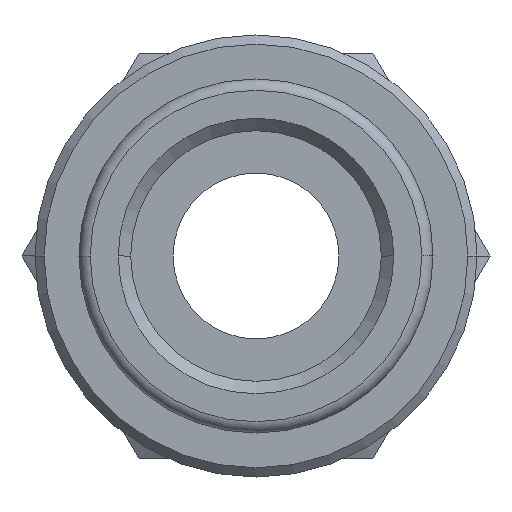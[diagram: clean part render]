
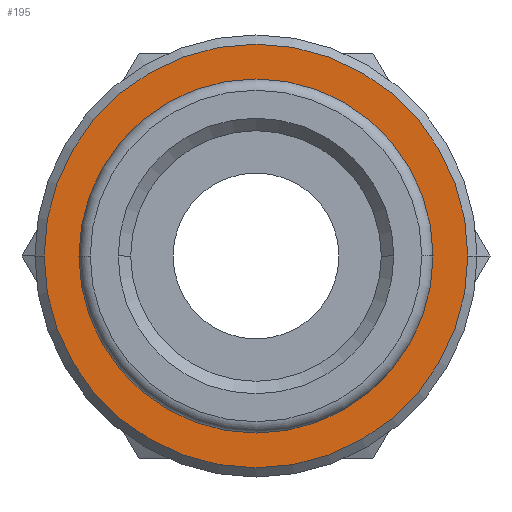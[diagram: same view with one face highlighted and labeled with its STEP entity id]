
A CAD part, front view. The second image highlights one B-rep face of the part: STEP entity #195.
In plain terms, the highlighted planar face has unit normal (0, -1, 0).
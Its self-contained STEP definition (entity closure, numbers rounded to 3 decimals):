
#195=ADVANCED_FACE('',(#410,#411),#412,.T.);
#410=FACE_BOUND('',#637,.T.);
#411=FACE_OUTER_BOUND('',#638,.T.);
#412=PLANE('',#639);
#637=EDGE_LOOP('',(#1111,#1112));
#638=EDGE_LOOP('',(#1113,#1114));
#639=AXIS2_PLACEMENT_3D('',#1115,#1116,#1117);
#1111=ORIENTED_EDGE('',*,*,#1340,.T.);
#1112=ORIENTED_EDGE('',*,*,#1298,.T.);
#1113=ORIENTED_EDGE('',*,*,#1462,.F.);
#1114=ORIENTED_EDGE('',*,*,#1383,.F.);
#1115=CARTESIAN_POINT('',(5.75,3.6,0.0));
#1116=DIRECTION('',(0.,-1.0,0.0));
#1117=DIRECTION('',(-1.0,0.,0.0));
#1298=EDGE_CURVE('',#1523,#1527,#1529,.T.);
#1340=EDGE_CURVE('',#1527,#1523,#1596,.T.);
#1383=EDGE_CURVE('',#1661,#1656,#1663,.T.);
#1462=EDGE_CURVE('',#1656,#1661,#1761,.T.);
#1523=VERTEX_POINT('',#1849);
#1527=VERTEX_POINT('',#1854);
#1529=CIRCLE('',#1857,9.0);
#1596=CIRCLE('',#1944,9.0);
#1656=VERTEX_POINT('',#2082);
#1661=VERTEX_POINT('',#2088);
#1663=CIRCLE('',#2091,11.5);
#1761=CIRCLE('',#2344,11.5);
#1849=CARTESIAN_POINT('',(9.0,3.6,0.));
#1854=CARTESIAN_POINT('',(-9.0,3.6,0.));
#1857=AXIS2_PLACEMENT_3D('',#2432,#2433,#2434);
#1944=AXIS2_PLACEMENT_3D('',#2510,#2511,#2512);
#2082=CARTESIAN_POINT('',(11.5,3.6,0.0));
#2088=CARTESIAN_POINT('',(-11.5,3.6,0.));
#2091=AXIS2_PLACEMENT_3D('',#2563,#2564,#2565);
#2344=AXIS2_PLACEMENT_3D('',#2656,#2657,#2658);
#2432=CARTESIAN_POINT('',(0.0,3.6,0.0));
#2433=DIRECTION('',(0.,1.0,0.0));
#2434=DIRECTION('',(1.0,0.,0.0));
#2510=CARTESIAN_POINT('',(0.0,3.6,0.0));
#2511=DIRECTION('',(0.,1.0,0.0));
#2512=DIRECTION('',(1.0,0.,0.0));
#2563=CARTESIAN_POINT('',(0.0,3.6,0.0));
#2564=DIRECTION('',(-0.0,1.0,0.0));
#2565=DIRECTION('',(1.0,0.0,0.0));
#2656=CARTESIAN_POINT('',(0.0,3.6,0.0));
#2657=DIRECTION('',(-0.0,1.0,0.0));
#2658=DIRECTION('',(1.0,0.0,0.0));
